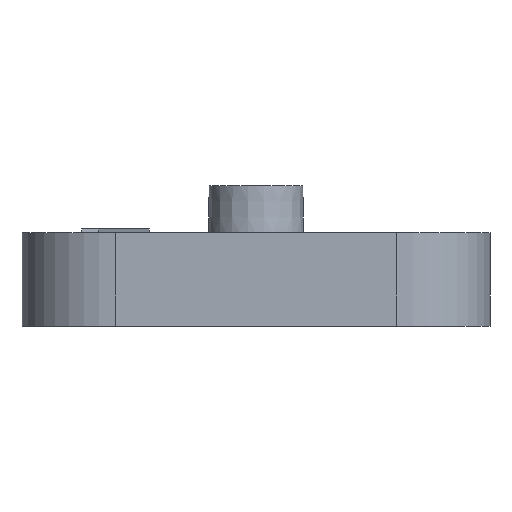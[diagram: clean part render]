
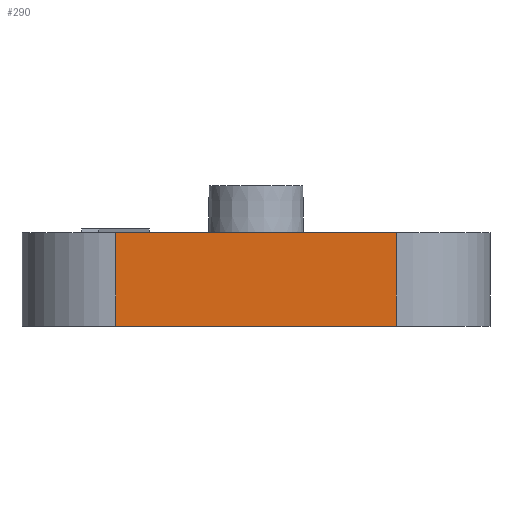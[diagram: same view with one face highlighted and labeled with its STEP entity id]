
A CAD part, left-side view. The second image highlights one B-rep face of the part: STEP entity #290.
In plain terms, the highlighted planar face has unit normal (-1, 0, 0).
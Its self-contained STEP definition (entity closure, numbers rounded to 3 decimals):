
#290 = ADVANCED_FACE( '', ( #768 ), #769, .T. );
#768 = FACE_OUTER_BOUND( '', #1256, .T. );
#769 = PLANE( '', #1257 );
#1256 = EDGE_LOOP( '', ( #3015, #3016, #3017, #3018 ) );
#1257 = AXIS2_PLACEMENT_3D( '', #3019, #3020, #3021 );
#3015 = ORIENTED_EDGE( '', *, *, #3582, .T. );
#3016 = ORIENTED_EDGE( '', *, *, #3639, .F. );
#3017 = ORIENTED_EDGE( '', *, *, #3583, .F. );
#3018 = ORIENTED_EDGE( '', *, *, #3106, .T. );
#3019 = CARTESIAN_POINT( '', ( -19., -10.5, 3. ) );
#3020 = DIRECTION( '', ( -1., 0., 0. ) );
#3021 = DIRECTION( '', ( 0., -1., 0. ) );
#3106 = EDGE_CURVE( '', #3689, #3687, #3690, .T. );
#3582 = EDGE_CURVE( '', #3687, #4501, #4503, .T. );
#3583 = EDGE_CURVE( '', #3689, #4504, #4505, .T. );
#3639 = EDGE_CURVE( '', #4504, #4501, #4587, .T. );
#3687 = VERTEX_POINT( '', #4647 );
#3689 = VERTEX_POINT( '', #4649 );
#3690 = LINE( '', #4650, #4651 );
#4501 = VERTEX_POINT( '', #5928 );
#4503 = LINE( '', #5930, #5931 );
#4504 = VERTEX_POINT( '', #5932 );
#4505 = LINE( '', #5933, #5934 );
#4587 = LINE( '', #6066, #6067 );
#4647 = CARTESIAN_POINT( '', ( -19., 7.5, 5. ) );
#4649 = CARTESIAN_POINT( '', ( -19., -7.5, 5. ) );
#4650 = CARTESIAN_POINT( '', ( -19., 0., 5. ) );
#4651 = VECTOR( '', #6126, 1000. );
#5928 = CARTESIAN_POINT( '', ( -19., 7.5, 0. ) );
#5930 = CARTESIAN_POINT( '', ( -19., 7.5, 75.352 ) );
#5931 = VECTOR( '', #6620, 1000. );
#5932 = CARTESIAN_POINT( '', ( -19., -7.5, 0. ) );
#5933 = CARTESIAN_POINT( '', ( -19., -7.5, 75.352 ) );
#5934 = VECTOR( '', #6621, 1000. );
#6066 = CARTESIAN_POINT( '', ( -19., -10.5, 0. ) );
#6067 = VECTOR( '', #6687, 1000. );
#6126 = DIRECTION( '', ( 0., 1., 0. ) );
#6620 = DIRECTION( '', ( 0., 0., -1. ) );
#6621 = DIRECTION( '', ( 0., 0., -1. ) );
#6687 = DIRECTION( '', ( 0., 1., 0. ) );
